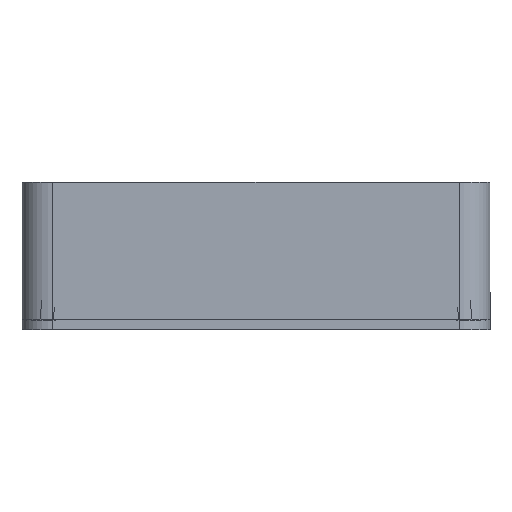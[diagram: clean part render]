
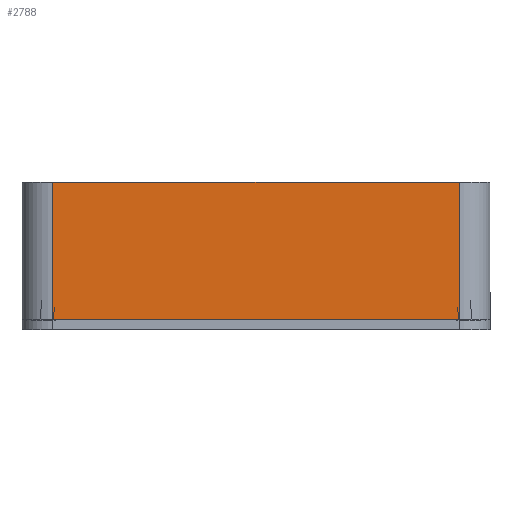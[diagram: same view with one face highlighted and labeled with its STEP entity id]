
A CAD part, left-side view. The second image highlights one B-rep face of the part: STEP entity #2788.
In plain terms, the highlighted planar face has unit normal (-1, 0, 0).
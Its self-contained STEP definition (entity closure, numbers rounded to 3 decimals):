
#2065 = VERTEX_POINT('',#2066);
#2066 = CARTESIAN_POINT('',(-98.02,70.,2.1));
#2114 = VERTEX_POINT('',#2115);
#2115 = CARTESIAN_POINT('',(-98.02,-48.,2.1));
#2121 = EDGE_CURVE('',#2114,#2065,#2122,.T.);
#2122 = LINE('',#2123,#2124);
#2123 = CARTESIAN_POINT('',(-98.02,-48.,2.1));
#2124 = VECTOR('',#2125,1.);
#2125 = DIRECTION('',(0.,1.,0.));
#2744 = VERTEX_POINT('',#2745);
#2745 = CARTESIAN_POINT('',(-98.02,70.,42.1));
#2752 = EDGE_CURVE('',#2065,#2744,#2753,.T.);
#2753 = LINE('',#2754,#2755);
#2754 = CARTESIAN_POINT('',(-98.02,70.,2.1));
#2755 = VECTOR('',#2756,1.);
#2756 = DIRECTION('',(0.,0.,1.));
#2788 = ADVANCED_FACE('',(#2789),#2807,.T.);
#2789 = FACE_BOUND('',#2790,.T.);
#2790 = EDGE_LOOP('',(#2791,#2799,#2805,#2806));
#2791 = ORIENTED_EDGE('',*,*,#2792,.T.);
#2792 = EDGE_CURVE('',#2114,#2793,#2795,.T.);
#2793 = VERTEX_POINT('',#2794);
#2794 = CARTESIAN_POINT('',(-98.02,-48.,42.1));
#2795 = LINE('',#2796,#2797);
#2796 = CARTESIAN_POINT('',(-98.02,-48.,2.1));
#2797 = VECTOR('',#2798,1.);
#2798 = DIRECTION('',(0.,0.,1.));
#2799 = ORIENTED_EDGE('',*,*,#2800,.T.);
#2800 = EDGE_CURVE('',#2793,#2744,#2801,.T.);
#2801 = LINE('',#2802,#2803);
#2802 = CARTESIAN_POINT('',(-98.02,-48.,42.1));
#2803 = VECTOR('',#2804,1.);
#2804 = DIRECTION('',(0.,1.,0.));
#2805 = ORIENTED_EDGE('',*,*,#2752,.F.);
#2806 = ORIENTED_EDGE('',*,*,#2121,.F.);
#2807 = PLANE('',#2808);
#2808 = AXIS2_PLACEMENT_3D('',#2809,#2810,#2811);
#2809 = CARTESIAN_POINT('',(-98.02,-48.,2.1));
#2810 = DIRECTION('',(-1.,0.,0.));
#2811 = DIRECTION('',(0.,1.,0.));
